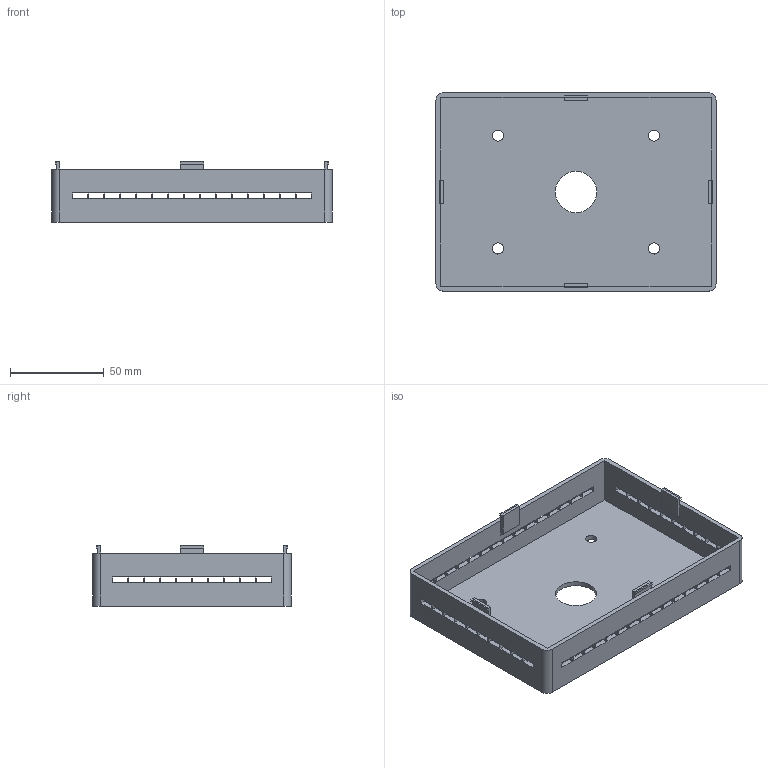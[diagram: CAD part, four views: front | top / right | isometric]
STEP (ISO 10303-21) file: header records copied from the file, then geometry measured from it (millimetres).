
FILE_DESCRIPTION(('FreeCAD Model'),'2;1');
FILE_NAME('Open CASCADE Shape Model','2025-12-22T23:14:02',('FreeCAD'),( 'FreeCAD'),'Open CASCADE STEP processor 7.5','FreeCAD','Unknown');
FILE_SCHEMA(('AUTOMOTIVE_DESIGN { 1 0 10303 214 1 1 1 1 }'));
Length unit declared in the file: millimetre
Products named in the file (1): Open CASCADE STEP translator 7.5 1
Bounding box: 149 x 105.5 x 32.1 mm (x, y, z)
Volume: 67675.2 mm3; surface area: 58525.5 mm2
Topology: 1 solids, 1 shells, 272 faces, 775 edges, 506 vertices
Faces by surface type: plane 263, cylinder 9
Full cylindrical faces by diameter (mm): 6 x4, 22 x1
Entity records: 18988 total; most frequent: CARTESIAN_POINT 3188, DIRECTION 2875, LINE 2289, VECTOR 2289, ORIENTED_EDGE 1550, PCURVE 1550, DEFINITIONAL_REPRESENTATION 1550, EDGE_CURVE 775
